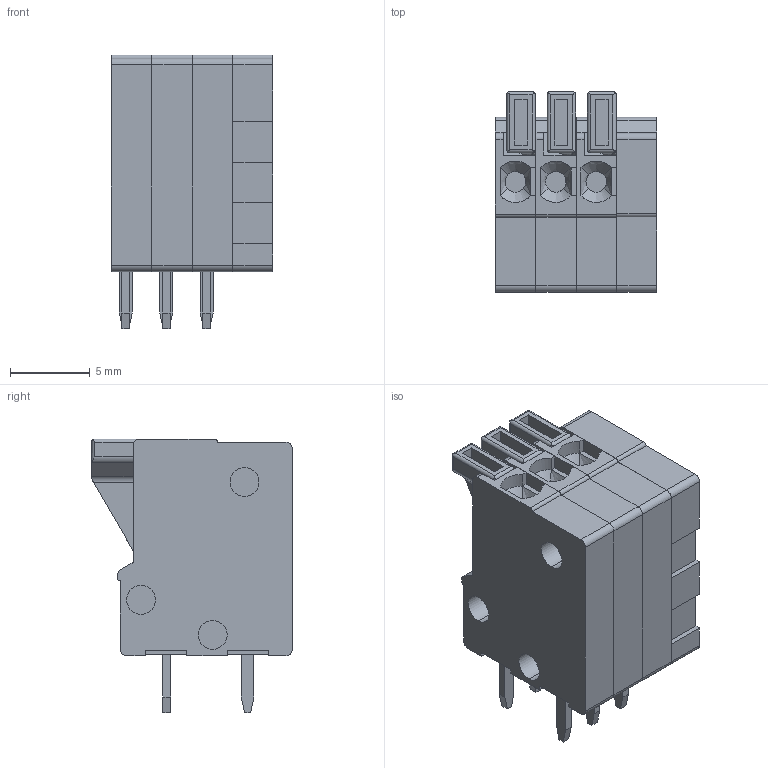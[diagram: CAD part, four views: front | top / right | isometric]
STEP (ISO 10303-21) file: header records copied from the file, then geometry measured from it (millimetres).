
FILE_DESCRIPTION(('Creo Elements/Direct Modeling STEP Export'),'2;1');
FILE_NAME('model.stp','2020-07-02T13:43:11',(''),(''),'Creo Elements/Direct Modeling STEP processor for AP214 (Solid Model)','Creo Elements/Direct Modeling 20.1A 29-Sep-2018 (C) Parametric Technology GmbH','');
FILE_SCHEMA(('AUTOMOTIVE_DESIGN { 1 0 10303 214 1 1 1 1 }'));
Length unit declared in the file: millimetre
Products named in the file (5): AC_FFKDS_2_54_WIPPE; LP_FFKDS_V_2_54_3_60.1.2; DK_D_FFKDS_2_54_DKL; PK_FFKDS_V_2_54_GEH; FFKDSA1_V-2.54-3
Assembly tree (13 placements, depth 2):
  FFKDSA1_V-2.54-3
    LP_FFKDS_V_2_54_3_60.1.2  x6
    AC_FFKDS_2_54_WIPPE  x3
    PK_FFKDS_V_2_54_GEH  x3
    DK_D_FFKDS_2_54_DKL
Bounding box: 10.12 x 12.6 x 17.2 mm (x, y, z)
Volume: 1257.7 mm3; surface area: 2453.2 mm2
Topology: 13 solids, 13 shells, 505 faces, 1341 edges, 884 vertices
Faces by surface type: plane 318, cylinder 166, bspline 18, extrusion 3
Entity records: 8180 total; most frequent: CARTESIAN_POINT 1632, ORIENTED_EDGE 1054, DIRECTION 971, EDGE_CURVE 527, VECTOR 369, LINE 368, VERTEX_POINT 348, AXIS2_PLACEMENT_3D 301
